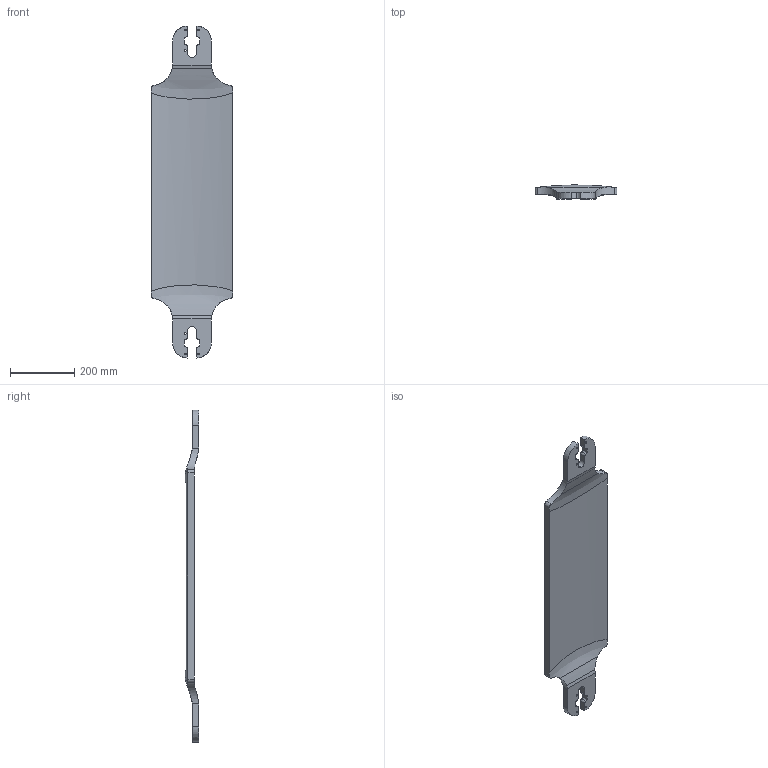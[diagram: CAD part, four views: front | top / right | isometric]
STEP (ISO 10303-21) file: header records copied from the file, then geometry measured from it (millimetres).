
FILE_DESCRIPTION (( 'STEP AP203' ), '1' );
FILE_NAME ('Hummie step output.STEP', '2020-12-30T14:27:16', ( '' ), ( '' ), 'SwSTEP 2.0', 'SolidWorks 2019', '' );
FILE_SCHEMA (( 'CONFIG_CONTROL_DESIGN' ));
Length unit declared in the file: millimetre
Products named in the file (1): Hummie step output
Bounding box: 254 x 42.25 x 1030 mm (x, y, z)
Volume: 2939108.1 mm3; surface area: 492659.8 mm2
Topology: 1 solids, 1 shells, 84 faces, 243 edges, 162 vertices
Faces by surface type: cylinder 41, plane 31, bspline 12
Entity records: 4170 total; most frequent: CARTESIAN_POINT 1972, ORIENTED_EDGE 486, DIRECTION 393, EDGE_CURVE 243, VERTEX_POINT 162, AXIS2_PLACEMENT_3D 145, VECTOR 103, LINE 103
